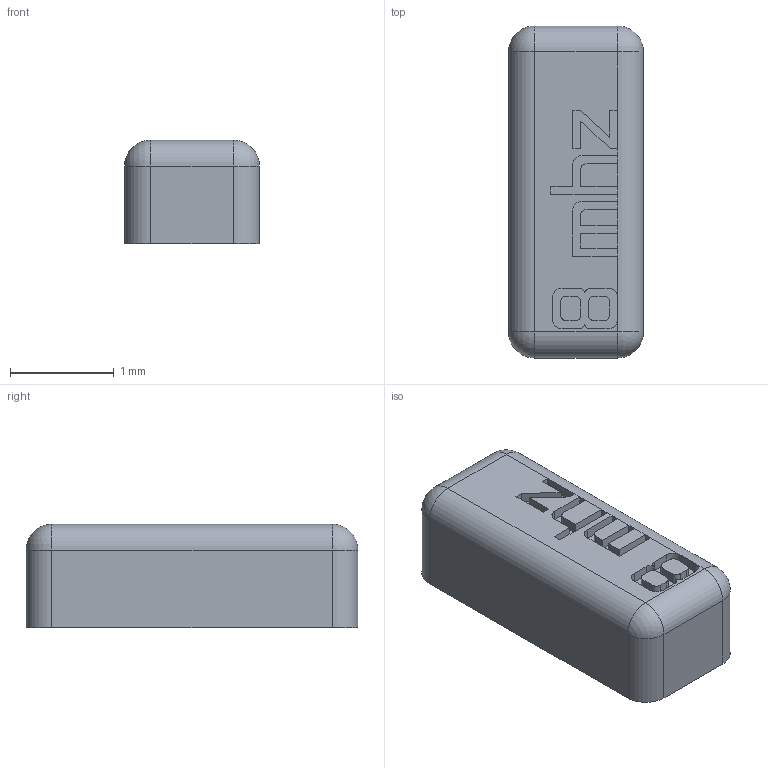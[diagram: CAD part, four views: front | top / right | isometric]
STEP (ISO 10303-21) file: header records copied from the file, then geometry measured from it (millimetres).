
FILE_DESCRIPTION (( 'STEP AP214' ), '1' );
FILE_NAME ('8mhzcrystal.STEP', '2022-10-09T20:10:15', ( '' ), ( '' ), 'SwSTEP 2.0', 'SolidWorks 2021', '' );
FILE_SCHEMA (( 'AUTOMOTIVE_DESIGN' ));
Length unit declared in the file: millimetre
Products named in the file (1): 8mhzcrystal
Bounding box: 1.3 x 3.2 x 1 mm (x, y, z)
Volume: 4 mm3; surface area: 17 mm2
Topology: 1 solids, 1 shells, 93 faces, 245 edges, 152 vertices
Faces by surface type: plane 61, bspline 20, cylinder 8, sphere 4
Entity records: 4247 total; most frequent: CARTESIAN_POINT 1307, ORIENTED_EDGE 482, DIRECTION 365, EDGE_CURVE 241, LINE 185, VECTOR 185, VERTEX_POINT 152, EDGE_LOOP 95
